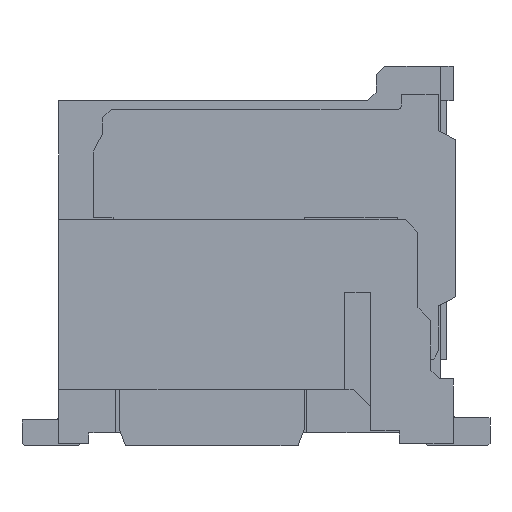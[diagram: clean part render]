
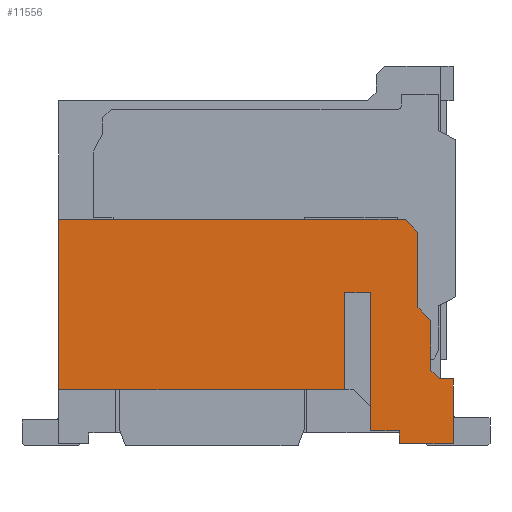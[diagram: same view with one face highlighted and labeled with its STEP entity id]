
A CAD part, left-side view. The second image highlights one B-rep face of the part: STEP entity #11556.
In plain terms, the highlighted planar face has unit normal (-1, 0, 0).
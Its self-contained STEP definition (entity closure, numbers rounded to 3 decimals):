
#57=DIRECTION('',(0.,-1.,0.));
#58=VECTOR('',#57,1.25);
#59=CARTESIAN_POINT('',(-5.9,-3.325,-4.375));
#60=LINE('',#59,#58);
#2258=DIRECTION('',(0.,0.,1.));
#2259=VECTOR('',#2258,1.5);
#2260=CARTESIAN_POINT('',(-5.9,-4.575,-4.375));
#2261=LINE('',#2260,#2259);
#2314=DIRECTION('',(0.,0.,1.));
#2315=VECTOR('',#2314,2.25);
#2316=CARTESIAN_POINT('',(-5.9,-2.055,-3.125));
#2317=LINE('',#2316,#2315);
#2318=DIRECTION('',(0.,-1.,0.));
#2319=VECTOR('',#2318,6.63);
#2320=CARTESIAN_POINT('',(-5.9,4.575,-3.125));
#2321=LINE('',#2320,#2319);
#2322=DIRECTION('',(0.,0.,1.));
#2323=VECTOR('',#2322,3.95);
#2324=CARTESIAN_POINT('',(-5.9,4.575,-3.125));
#2325=LINE('',#2324,#2323);
#2326=DIRECTION('',(0.,-1.,0.));
#2327=VECTOR('',#2326,8.03);
#2328=CARTESIAN_POINT('',(-5.9,4.575,0.825));
#2329=LINE('',#2328,#2327);
#2330=DIRECTION('',(0.,0.707,0.707));
#2331=VECTOR('',#2330,0.424);
#2332=CARTESIAN_POINT('',(-5.9,-3.755,0.525));
#2333=LINE('',#2332,#2331);
#2334=DIRECTION('',(0.,0.,1.));
#2335=VECTOR('',#2334,1.75);
#2336=CARTESIAN_POINT('',(-5.9,-3.755,-1.225));
#2337=LINE('',#2336,#2335);
#2338=DIRECTION('',(0.,0.707,0.707));
#2339=VECTOR('',#2338,0.424);
#2340=CARTESIAN_POINT('',(-5.9,-4.055,-1.525));
#2341=LINE('',#2340,#2339);
#2342=DIRECTION('',(0.,0.,1.));
#2343=VECTOR('',#2342,1.15);
#2344=CARTESIAN_POINT('',(-5.9,-4.055,-2.675));
#2345=LINE('',#2344,#2343);
#2346=DIRECTION('',(0.,0.707,0.707));
#2347=VECTOR('',#2346,0.283);
#2348=CARTESIAN_POINT('',(-5.9,-4.255,-2.875));
#2349=LINE('',#2348,#2347);
#2350=DIRECTION('',(0.,1.,0.));
#2351=VECTOR('',#2350,0.32);
#2352=CARTESIAN_POINT('',(-5.9,-4.575,-2.875));
#2353=LINE('',#2352,#2351);
#2354=DIRECTION('',(0.,0.,1.));
#2355=VECTOR('',#2354,0.3);
#2356=CARTESIAN_POINT('',(-5.9,-3.325,-4.375));
#2357=LINE('',#2356,#2355);
#2358=DIRECTION('',(0.,1.,0.));
#2359=VECTOR('',#2358,0.67);
#2360=CARTESIAN_POINT('',(-5.9,-3.325,-4.075));
#2361=LINE('',#2360,#2359);
#2362=DIRECTION('',(0.,-1.,0.));
#2363=VECTOR('',#2362,0.6);
#2364=CARTESIAN_POINT('',(-5.9,-2.055,-0.875));
#2365=LINE('',#2364,#2363);
#2378=DIRECTION('',(0.,0.,-1.));
#2379=VECTOR('',#2378,3.2);
#2380=CARTESIAN_POINT('',(-5.9,-2.655,-0.875));
#2381=LINE('',#2380,#2379);
#7423=CARTESIAN_POINT('',(-5.9,-4.575,-2.875));
#7424=CARTESIAN_POINT('',(-5.9,-4.255,-2.875));
#7425=VERTEX_POINT('',#7423);
#7426=VERTEX_POINT('',#7424);
#7427=CARTESIAN_POINT('',(-5.9,-4.055,-2.675));
#7428=VERTEX_POINT('',#7427);
#7429=CARTESIAN_POINT('',(-5.9,-4.055,-1.525));
#7430=VERTEX_POINT('',#7429);
#7431=CARTESIAN_POINT('',(-5.9,-3.755,-1.225));
#7432=VERTEX_POINT('',#7431);
#7433=CARTESIAN_POINT('',(-5.9,-3.755,0.525));
#7434=VERTEX_POINT('',#7433);
#7435=CARTESIAN_POINT('',(-5.9,-3.455,0.825));
#7436=VERTEX_POINT('',#7435);
#7437=CARTESIAN_POINT('',(-5.9,4.575,0.825));
#7438=VERTEX_POINT('',#7437);
#7455=CARTESIAN_POINT('',(-5.9,-4.575,-4.375));
#7456=VERTEX_POINT('',#7455);
#7457=CARTESIAN_POINT('',(-5.9,4.575,-3.125));
#7458=VERTEX_POINT('',#7457);
#7522=CARTESIAN_POINT('',(-5.9,-2.655,-4.075));
#7524=VERTEX_POINT('',#7522);
#7527=CARTESIAN_POINT('',(-5.9,-3.325,-4.375));
#7528=VERTEX_POINT('',#7527);
#7530=CARTESIAN_POINT('',(-5.9,-3.325,-4.075));
#7532=VERTEX_POINT('',#7530);
#8467=CARTESIAN_POINT('',(-5.9,-2.055,-3.125));
#8468=CARTESIAN_POINT('',(-5.9,-2.055,-0.875));
#8469=VERTEX_POINT('',#8467);
#8470=VERTEX_POINT('',#8468);
#8471=CARTESIAN_POINT('',(-5.9,-2.655,-0.875));
#8472=VERTEX_POINT('',#8471);
#11520=CARTESIAN_POINT('',(-5.9,4.575,-4.375));
#11521=DIRECTION('',(-1.,0.,0.));
#11522=DIRECTION('',(0.,-1.,0.));
#11523=AXIS2_PLACEMENT_3D('',#11520,#11521,#11522);
#11524=PLANE('',#11523);
#11526=ORIENTED_EDGE('',*,*,#11525,.F.);
#11528=ORIENTED_EDGE('',*,*,#11527,.F.);
#11530=ORIENTED_EDGE('',*,*,#11529,.T.);
#11532=ORIENTED_EDGE('',*,*,#11531,.T.);
#11534=ORIENTED_EDGE('',*,*,#11533,.F.);
#11536=ORIENTED_EDGE('',*,*,#11535,.F.);
#11538=ORIENTED_EDGE('',*,*,#11537,.F.);
#11540=ORIENTED_EDGE('',*,*,#11539,.F.);
#11542=ORIENTED_EDGE('',*,*,#11541,.F.);
#11543=ORIENTED_EDGE('',*,*,#11508,.F.);
#11544=ORIENTED_EDGE('',*,*,#11421,.F.);
#11545=ORIENTED_EDGE('',*,*,#9212,.F.);
#11547=ORIENTED_EDGE('',*,*,#11546,.T.);
#11549=ORIENTED_EDGE('',*,*,#11548,.T.);
#11551=ORIENTED_EDGE('',*,*,#11550,.F.);
#11553=ORIENTED_EDGE('',*,*,#11552,.F.);
#11554=EDGE_LOOP('',(#11526,#11528,#11530,#11532,#11534,#11536,#11538,#11540,
#11542,#11543,#11544,#11545,#11547,#11549,#11551,#11553));
#11555=FACE_OUTER_BOUND('',#11554,.F.);
#11556=ADVANCED_FACE('',(#11555),#11524,.T.);
#9212=EDGE_CURVE('',#7528,#7456,#60,.T.);
#11421=EDGE_CURVE('',#7456,#7425,#2261,.T.);
#11508=EDGE_CURVE('',#7425,#7426,#2353,.T.);
#11525=EDGE_CURVE('',#8469,#8470,#2317,.T.);
#11527=EDGE_CURVE('',#7458,#8469,#2321,.T.);
#11529=EDGE_CURVE('',#7458,#7438,#2325,.T.);
#11531=EDGE_CURVE('',#7438,#7436,#2329,.T.);
#11533=EDGE_CURVE('',#7434,#7436,#2333,.T.);
#11535=EDGE_CURVE('',#7432,#7434,#2337,.T.);
#11537=EDGE_CURVE('',#7430,#7432,#2341,.T.);
#11539=EDGE_CURVE('',#7428,#7430,#2345,.T.);
#11541=EDGE_CURVE('',#7426,#7428,#2349,.T.);
#11546=EDGE_CURVE('',#7528,#7532,#2357,.T.);
#11548=EDGE_CURVE('',#7532,#7524,#2361,.T.);
#11550=EDGE_CURVE('',#8472,#7524,#2381,.T.);
#11552=EDGE_CURVE('',#8470,#8472,#2365,.T.);
